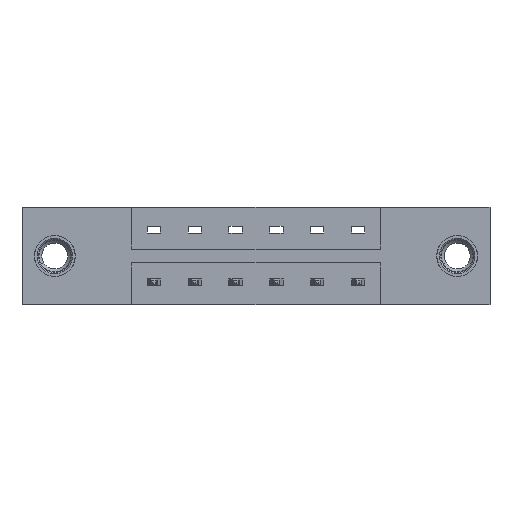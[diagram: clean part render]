
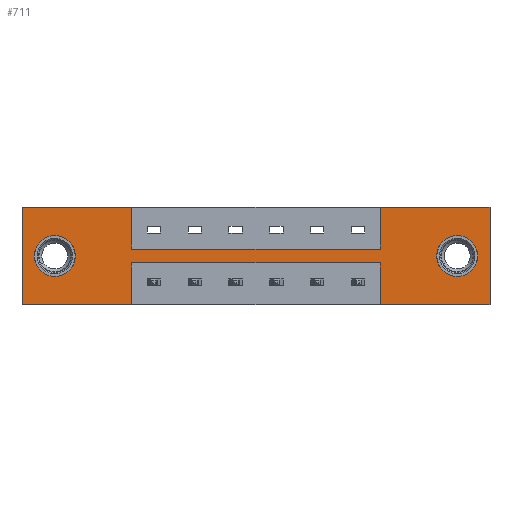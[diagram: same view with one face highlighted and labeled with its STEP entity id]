
A CAD part, front view. The second image highlights one B-rep face of the part: STEP entity #711.
In plain terms, the highlighted planar face has unit normal (0, -1, 0).
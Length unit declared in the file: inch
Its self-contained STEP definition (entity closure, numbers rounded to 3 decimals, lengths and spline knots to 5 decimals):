
#61 = DIRECTION ( 'NONE',  ( 0., 0., 1. ) ) ;
#124 = ORIENTED_EDGE ( 'NONE', *, *, #6761, .T. ) ;
#182 = DIRECTION ( 'NONE',  ( 1., 0., 0. ) ) ;
#227 = CARTESIAN_POINT ( 'NONE',  ( 0.4175, 0., -0.1585 ) ) ;
#229 = LINE ( 'NONE', #8400, #3225 ) ;
#283 = VECTOR ( 'NONE', #182, 39.37008 ) ;
#415 = VERTEX_POINT ( 'NONE', #3835 ) ;
#467 = VECTOR ( 'NONE', #6259, 39.37008 ) ;
#499 = VECTOR ( 'NONE', #7466, 39.37008 ) ;
#537 = DIRECTION ( 'NONE',  ( 1., 0., 0. ) ) ;
#573 = CARTESIAN_POINT ( 'NONE',  ( 1.659, 0., -0.185 ) ) ;
#584 = EDGE_CURVE ( 'NONE', #5364, #3001, #7964, .T. ) ;
#624 = EDGE_LOOP ( 'NONE', ( #3307, #2858, #8422, #1431, #4461, #8630, #7390, #9100, #6252, #3309, #6512, #7782 ) ) ;
#711 = ADVANCED_FACE ( 'NONE', ( #6537, #2072, #8859 ), #4409, .T. ) ;
#818 = CARTESIAN_POINT ( 'NONE',  ( 1.784, 0., -0.37 ) ) ;
#877 = CARTESIAN_POINT ( 'NONE',  ( 1.659, 0., -0.263 ) ) ;
#886 = EDGE_CURVE ( 'NONE', #7257, #1249, #8209, .T. ) ;
#924 = DIRECTION ( 'NONE',  ( 1., 0., 0. ) ) ;
#955 = DIRECTION ( 'NONE',  ( -1., 0., 0. ) ) ;
#975 = DIRECTION ( 'NONE',  ( 0., 0., -1. ) ) ;
#1016 = DIRECTION ( 'NONE',  ( 0., 0., 1. ) ) ;
#1033 = LINE ( 'NONE', #4756, #467 ) ;
#1038 = VERTEX_POINT ( 'NONE', #1923 ) ;
#1043 = VERTEX_POINT ( 'NONE', #1972 ) ;
#1075 = ORIENTED_EDGE ( 'NONE', *, *, #4694, .T. ) ;
#1167 = CARTESIAN_POINT ( 'NONE',  ( 0.4175, 0., -0.1585 ) ) ;
#1249 = VERTEX_POINT ( 'NONE', #8267 ) ;
#1315 = EDGE_CURVE ( 'NONE', #1043, #1038, #5409, .T. ) ;
#1364 = CARTESIAN_POINT ( 'NONE',  ( 0., 0., -0.37 ) ) ;
#1402 = VECTOR ( 'NONE', #5901, 39.37008 ) ;
#1431 = ORIENTED_EDGE ( 'NONE', *, *, #3036, .F. ) ;
#1509 = VERTEX_POINT ( 'NONE', #2874 ) ;
#1585 = EDGE_CURVE ( 'NONE', #1509, #8391, #6516, .T. ) ;
#1659 = VERTEX_POINT ( 'NONE', #1751 ) ;
#1700 = CARTESIAN_POINT ( 'NONE',  ( 0.4175, 0., -0.2115 ) ) ;
#1702 = VERTEX_POINT ( 'NONE', #818 ) ;
#1751 = CARTESIAN_POINT ( 'NONE',  ( 1.784, 0., 0. ) ) ;
#1895 = DIRECTION ( 'NONE',  ( 0., 1., 0. ) ) ;
#1923 = CARTESIAN_POINT ( 'NONE',  ( 1.3665, 0., -0.2115 ) ) ;
#1972 = CARTESIAN_POINT ( 'NONE',  ( 1.3665, 0., -0.37 ) ) ;
#2072 = FACE_BOUND ( 'NONE', #9167, .T. ) ;
#2359 = CARTESIAN_POINT ( 'NONE',  ( 0., 0., 0. ) ) ;
#2507 = DIRECTION ( 'NONE',  ( 0., 0., -1. ) ) ;
#2547 = CARTESIAN_POINT ( 'NONE',  ( 1.784, 0., 0. ) ) ;
#2566 = EDGE_LOOP ( 'NONE', ( #4601, #1075 ) ) ;
#2605 = LINE ( 'NONE', #1167, #3556 ) ;
#2858 = ORIENTED_EDGE ( 'NONE', *, *, #4244, .F. ) ;
#2874 = CARTESIAN_POINT ( 'NONE',  ( 0., 0., 0. ) ) ;
#2998 = EDGE_CURVE ( 'NONE', #1659, #1702, #9185, .T. ) ;
#3001 = VERTEX_POINT ( 'NONE', #877 ) ;
#3036 = EDGE_CURVE ( 'NONE', #8884, #1659, #8998, .T. ) ;
#3092 = AXIS2_PLACEMENT_3D ( 'NONE', #6638, #8240, #6829 ) ;
#3152 = VERTEX_POINT ( 'NONE', #5703 ) ;
#3179 = DIRECTION ( 'NONE',  ( 0., 0., 1. ) ) ;
#3225 = VECTOR ( 'NONE', #955, 39.37008 ) ;
#3307 = ORIENTED_EDGE ( 'NONE', *, *, #1315, .F. ) ;
#3309 = ORIENTED_EDGE ( 'NONE', *, *, #3643, .F. ) ;
#3368 = DIRECTION ( 'NONE',  ( 0., 1., 0. ) ) ;
#3499 = VECTOR ( 'NONE', #1016, 39.37008 ) ;
#3508 = VECTOR ( 'NONE', #924, 39.37008 ) ;
#3511 = VECTOR ( 'NONE', #537, 39.37008 ) ;
#3556 = VECTOR ( 'NONE', #2507, 39.37008 ) ;
#3643 = EDGE_CURVE ( 'NONE', #4128, #3152, #9463, .T. ) ;
#3699 = EDGE_CURVE ( 'NONE', #8382, #415, #6116, .T. ) ;
#3729 = CARTESIAN_POINT ( 'NONE',  ( 1.3665, 0., -0.1585 ) ) ;
#3835 = CARTESIAN_POINT ( 'NONE',  ( 1.3665, 0., -0.1585 ) ) ;
#3865 = CARTESIAN_POINT ( 'NONE',  ( 0., 0., 0. ) ) ;
#4128 = VERTEX_POINT ( 'NONE', #6877 ) ;
#4223 = CARTESIAN_POINT ( 'NONE',  ( 0.4175, 0., -0.1585 ) ) ;
#4244 = EDGE_CURVE ( 'NONE', #1702, #1043, #1033, .T. ) ;
#4317 = DIRECTION ( 'NONE',  ( 0., -1., 0. ) ) ;
#4323 = CARTESIAN_POINT ( 'NONE',  ( 0.4175, 0., -0.2115 ) ) ;
#4409 = PLANE ( 'NONE',  #6843 ) ;
#4447 = VECTOR ( 'NONE', #8015, 39.37008 ) ;
#4461 = ORIENTED_EDGE ( 'NONE', *, *, #8498, .F. ) ;
#4497 = LINE ( 'NONE', #3865, #1402 ) ;
#4503 = LINE ( 'NONE', #3729, #5383 ) ;
#4514 = LINE ( 'NONE', #4323, #499 ) ;
#4551 = DIRECTION ( 'NONE',  ( 0., 1., 0. ) ) ;
#4601 = ORIENTED_EDGE ( 'NONE', *, *, #584, .T. ) ;
#4694 = EDGE_CURVE ( 'NONE', #3001, #5364, #5077, .T. ) ;
#4756 = CARTESIAN_POINT ( 'NONE',  ( 0., 0., -0.37 ) ) ;
#4759 = DIRECTION ( 'NONE',  ( 0., 0., -1. ) ) ;
#4898 = EDGE_CURVE ( 'NONE', #1038, #5450, #229, .T. ) ;
#4957 = CARTESIAN_POINT ( 'NONE',  ( 1.659, 0., -0.185 ) ) ;
#5077 = CIRCLE ( 'NONE', #6324, 0.078 ) ;
#5364 = VERTEX_POINT ( 'NONE', #8286 ) ;
#5383 = VECTOR ( 'NONE', #61, 39.37008 ) ;
#5409 = LINE ( 'NONE', #5503, #3499 ) ;
#5450 = VERTEX_POINT ( 'NONE', #1700 ) ;
#5503 = CARTESIAN_POINT ( 'NONE',  ( 1.3665, 0., -0.2115 ) ) ;
#5703 = CARTESIAN_POINT ( 'NONE',  ( 0., 0., -0.37 ) ) ;
#5793 = CARTESIAN_POINT ( 'NONE',  ( 0., 0., 0. ) ) ;
#5901 = DIRECTION ( 'NONE',  ( 0., 0., 1. ) ) ;
#5973 = EDGE_CURVE ( 'NONE', #8391, #8382, #2605, .T. ) ;
#5997 = CARTESIAN_POINT ( 'NONE',  ( 0.125, 0., -0.263 ) ) ;
#6116 = LINE ( 'NONE', #227, #283 ) ;
#6199 = EDGE_CURVE ( 'NONE', #3152, #1509, #4497, .T. ) ;
#6252 = ORIENTED_EDGE ( 'NONE', *, *, #6199, .F. ) ;
#6259 = DIRECTION ( 'NONE',  ( -1., 0., 0. ) ) ;
#6324 = AXIS2_PLACEMENT_3D ( 'NONE', #573, #3368, #9279 ) ;
#6512 = ORIENTED_EDGE ( 'NONE', *, *, #6730, .F. ) ;
#6516 = LINE ( 'NONE', #5793, #3511 ) ;
#6537 = FACE_BOUND ( 'NONE', #2566, .T. ) ;
#6638 = CARTESIAN_POINT ( 'NONE',  ( 0.125, 0., -0.185 ) ) ;
#6730 = EDGE_CURVE ( 'NONE', #5450, #4128, #4514, .T. ) ;
#6761 = EDGE_CURVE ( 'NONE', #1249, #7257, #9440, .T. ) ;
#6829 = DIRECTION ( 'NONE',  ( 0., 0., 1. ) ) ;
#6843 = AXIS2_PLACEMENT_3D ( 'NONE', #1364, #4317, #7361 ) ;
#6877 = CARTESIAN_POINT ( 'NONE',  ( 0.4175, 0., -0.37 ) ) ;
#7158 = ORIENTED_EDGE ( 'NONE', *, *, #886, .T. ) ;
#7257 = VERTEX_POINT ( 'NONE', #5997 ) ;
#7361 = DIRECTION ( 'NONE',  ( 0., 0., -1. ) ) ;
#7390 = ORIENTED_EDGE ( 'NONE', *, *, #5973, .F. ) ;
#7466 = DIRECTION ( 'NONE',  ( 0., 0., -1. ) ) ;
#7688 = VECTOR ( 'NONE', #975, 39.37008 ) ;
#7752 = AXIS2_PLACEMENT_3D ( 'NONE', #8378, #4551, #3179 ) ;
#7782 = ORIENTED_EDGE ( 'NONE', *, *, #4898, .F. ) ;
#7964 = CIRCLE ( 'NONE', #9192, 0.078 ) ;
#7967 = CARTESIAN_POINT ( 'NONE',  ( 0., 0., -0.37 ) ) ;
#8015 = DIRECTION ( 'NONE',  ( -1., 0., 0. ) ) ;
#8209 = CIRCLE ( 'NONE', #7752, 0.078 ) ;
#8240 = DIRECTION ( 'NONE',  ( 0., 1., 0. ) ) ;
#8267 = CARTESIAN_POINT ( 'NONE',  ( 0.125, 0., -0.107 ) ) ;
#8286 = CARTESIAN_POINT ( 'NONE',  ( 1.659, 0., -0.107 ) ) ;
#8378 = CARTESIAN_POINT ( 'NONE',  ( 0.125, 0., -0.185 ) ) ;
#8382 = VERTEX_POINT ( 'NONE', #4223 ) ;
#8391 = VERTEX_POINT ( 'NONE', #8714 ) ;
#8400 = CARTESIAN_POINT ( 'NONE',  ( 0.4175, 0., -0.2115 ) ) ;
#8422 = ORIENTED_EDGE ( 'NONE', *, *, #2998, .F. ) ;
#8498 = EDGE_CURVE ( 'NONE', #415, #8884, #4503, .T. ) ;
#8630 = ORIENTED_EDGE ( 'NONE', *, *, #3699, .F. ) ;
#8714 = CARTESIAN_POINT ( 'NONE',  ( 0.4175, 0., 0. ) ) ;
#8744 = CARTESIAN_POINT ( 'NONE',  ( 1.3665, 0., 0. ) ) ;
#8859 = FACE_OUTER_BOUND ( 'NONE', #624, .T. ) ;
#8884 = VERTEX_POINT ( 'NONE', #8744 ) ;
#8998 = LINE ( 'NONE', #2359, #3508 ) ;
#9100 = ORIENTED_EDGE ( 'NONE', *, *, #1585, .F. ) ;
#9167 = EDGE_LOOP ( 'NONE', ( #124, #7158 ) ) ;
#9185 = LINE ( 'NONE', #2547, #7688 ) ;
#9192 = AXIS2_PLACEMENT_3D ( 'NONE', #4957, #1895, #4759 ) ;
#9279 = DIRECTION ( 'NONE',  ( 0., 0., -1. ) ) ;
#9440 = CIRCLE ( 'NONE', #3092, 0.078 ) ;
#9463 = LINE ( 'NONE', #7967, #4447 ) ;
